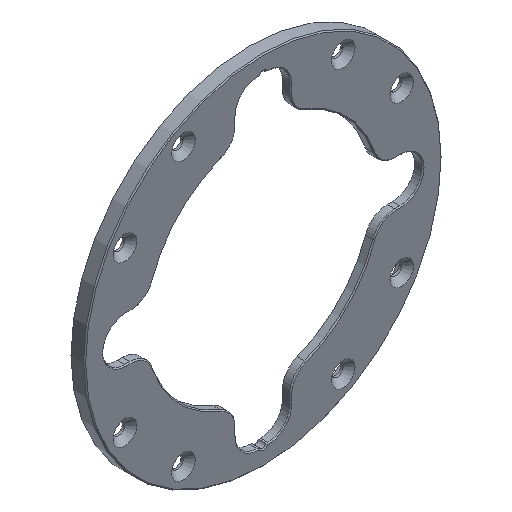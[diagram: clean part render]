
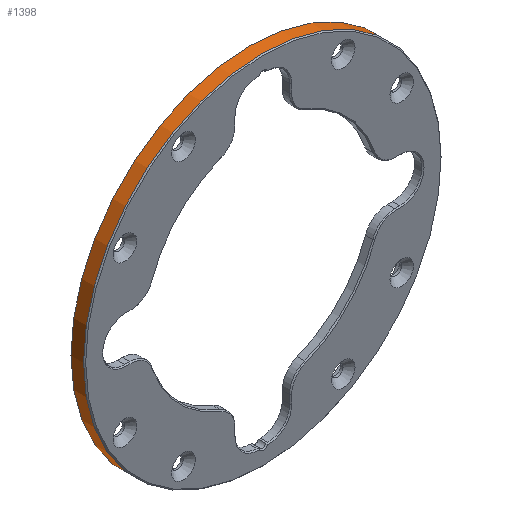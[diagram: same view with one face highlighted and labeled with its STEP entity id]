
A CAD part, isometric view. The second image highlights one B-rep face of the part: STEP entity #1398.
In plain terms, the highlighted cylindrical face has radius 85 mm (diameter 170 mm), a full revolution.
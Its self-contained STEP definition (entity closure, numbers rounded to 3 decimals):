
#19=CYLINDRICAL_SURFACE('',#1546,85.);
#105=FACE_OUTER_BOUND('',#200,.T.);
#200=EDGE_LOOP('',(#1019,#1020,#1021,#1022,#1023));
#307=LINE('',#2267,#422);
#422=VECTOR('',#1798,85.);
#532=CIRCLE('',#1522,85.);
#533=CIRCLE('',#1523,85.);
#555=CIRCLE('',#1547,85.);
#622=VERTEX_POINT('',#2192);
#623=VERTEX_POINT('',#2193);
#657=VERTEX_POINT('',#2265);
#756=EDGE_CURVE('',#622,#623,#532,.T.);
#757=EDGE_CURVE('',#623,#622,#533,.T.);
#792=EDGE_CURVE('',#657,#657,#555,.T.);
#793=EDGE_CURVE('',#657,#623,#307,.T.);
#1019=ORIENTED_EDGE('',*,*,#792,.F.);
#1020=ORIENTED_EDGE('',*,*,#793,.T.);
#1021=ORIENTED_EDGE('',*,*,#756,.F.);
#1022=ORIENTED_EDGE('',*,*,#757,.F.);
#1023=ORIENTED_EDGE('',*,*,#793,.F.);
#1398=ADVANCED_FACE('',(#105),#19,.T.);
#1522=AXIS2_PLACEMENT_3D('',#2194,#1733,#1734);
#1523=AXIS2_PLACEMENT_3D('',#2195,#1735,#1736);
#1546=AXIS2_PLACEMENT_3D('',#2264,#1794,#1795);
#1547=AXIS2_PLACEMENT_3D('',#2266,#1796,#1797);
#1733=DIRECTION('center_axis',(0.,-1.,0.));
#1734=DIRECTION('ref_axis',(1.,0.,0.));
#1735=DIRECTION('center_axis',(0.,-1.,0.));
#1736=DIRECTION('ref_axis',(1.,0.,0.));
#1794=DIRECTION('center_axis',(0.,1.,0.));
#1795=DIRECTION('ref_axis',(-1.,0.,0.));
#1796=DIRECTION('center_axis',(0.,1.,0.));
#1797=DIRECTION('ref_axis',(-1.,0.,0.));
#1798=DIRECTION('',(0.,-1.,0.));
#2192=CARTESIAN_POINT('',(-85.,0.5,0.));
#2193=CARTESIAN_POINT('',(85.,0.5,0.));
#2194=CARTESIAN_POINT('Origin',(0.,0.5,0.));
#2195=CARTESIAN_POINT('Origin',(0.,0.5,0.));
#2264=CARTESIAN_POINT('Origin',(0.,0.,0.));
#2265=CARTESIAN_POINT('',(85.,6.5,0.));
#2266=CARTESIAN_POINT('Origin',(0.,6.5,0.));
#2267=CARTESIAN_POINT('',(85.,0.,0.));
